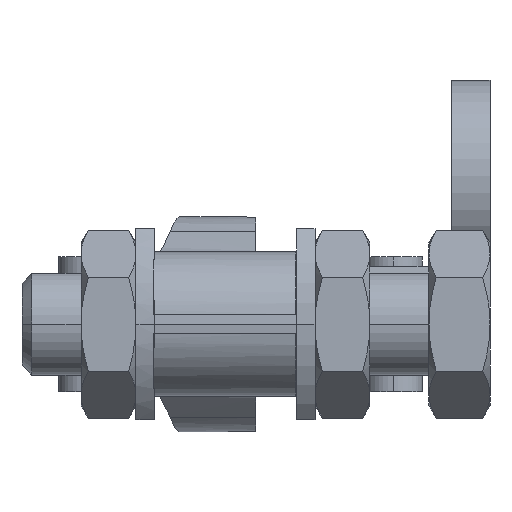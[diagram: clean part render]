
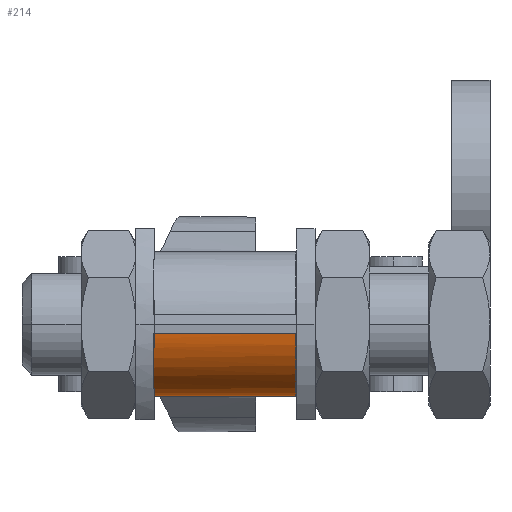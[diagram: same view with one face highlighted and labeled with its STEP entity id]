
A CAD part, left-side view. The second image highlights one B-rep face of the part: STEP entity #214.
In plain terms, the highlighted cylindrical face has radius 3.55 mm (diameter 7.1 mm), a partial arc.
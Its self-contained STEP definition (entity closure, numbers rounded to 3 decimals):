
#214 = ADVANCED_FACE( '', ( #598 ), #599, .T. );
#598 = FACE_OUTER_BOUND( '', #1081, .T. );
#599 = CYLINDRICAL_SURFACE( '', #1082, 3.55 );
#1081 = EDGE_LOOP( '', ( #2391, #2392, #2393, #2394, #2395, #2396, #2397, #2398 ) );
#1082 = AXIS2_PLACEMENT_3D( '', #2399, #2400, #2401 );
#2391 = ORIENTED_EDGE( '', *, *, #3653, .T. );
#2392 = ORIENTED_EDGE( '', *, *, #3639, .T. );
#2393 = ORIENTED_EDGE( '', *, *, #3665, .F. );
#2394 = ORIENTED_EDGE( '', *, *, #3270, .T. );
#2395 = ORIENTED_EDGE( '', *, *, #3666, .T. );
#2396 = ORIENTED_EDGE( '', *, *, #3667, .T. );
#2397 = ORIENTED_EDGE( '', *, *, #3668, .T. );
#2398 = ORIENTED_EDGE( '', *, *, #3669, .F. );
#2399 = CARTESIAN_POINT( '', ( 3.555, 16.52, 0.01 ) );
#2400 = DIRECTION( '', ( 0., 1., 0. ) );
#2401 = DIRECTION( '', ( 0., 0., -1. ) );
#3270 = EDGE_CURVE( '', #3941, #3939, #3942, .T. );
#3639 = EDGE_CURVE( '', #4556, #4554, #4557, .T. );
#3653 = EDGE_CURVE( '', #4581, #4556, #4583, .T. );
#3665 = EDGE_CURVE( '', #3941, #4554, #4602, .T. );
#3666 = EDGE_CURVE( '', #3939, #4603, #4604, .T. );
#3667 = EDGE_CURVE( '', #4603, #4605, #4606, .T. );
#3668 = EDGE_CURVE( '', #4605, #4607, #4608, .T. );
#3669 = EDGE_CURVE( '', #4581, #4607, #4609, .T. );
#3939 = VERTEX_POINT( '', #4996 );
#3941 = VERTEX_POINT( '', #4998 );
#3942 = LINE( '', #4999, #5000 );
#4554 = VERTEX_POINT( '', #6551 );
#4556 = VERTEX_POINT( '', #6554 );
#4557 = LINE( '', #6555, #6556 );
#4581 = VERTEX_POINT( '', #6591 );
#4583 = CIRCLE( '', #6594, 3.55 );
#4602 = CIRCLE( '', #6624, 3.55 );
#4603 = VERTEX_POINT( '', #6625 );
#4604 = CIRCLE( '', #6626, 3.55 );
#4605 = VERTEX_POINT( '', #6627 );
#4606 = LINE( '', #6628, #6629 );
#4607 = VERTEX_POINT( '', #6630 );
#4608 = CIRCLE( '', #6631, 3.55 );
#4609 = LINE( '', #6632, #6633 );
#4996 = CARTESIAN_POINT( '', ( 1.987, 16.5, -3.175 ) );
#4998 = CARTESIAN_POINT( '', ( 1.987, 16.52, -3.175 ) );
#4999 = CARTESIAN_POINT( '', ( 1.987, 16.95, -3.175 ) );
#5000 = VECTOR( '', #7122, 1. );
#6551 = CARTESIAN_POINT( '', ( 0.2, 16.52, -1.15 ) );
#6554 = CARTESIAN_POINT( '', ( 0.2, 16.5, -1.15 ) );
#6555 = CARTESIAN_POINT( '', ( 0.2, 16.51, -1.15 ) );
#6556 = VECTOR( '', #7632, 1. );
#6591 = CARTESIAN_POINT( '', ( 0.036, 16.5, -0.46 ) );
#6594 = AXIS2_PLACEMENT_3D( '', #7648, #7649, #7650 );
#6624 = AXIS2_PLACEMENT_3D( '', #7662, #7663, #7664 );
#6625 = CARTESIAN_POINT( '', ( 3.555, 16.5, -3.54 ) );
#6626 = AXIS2_PLACEMENT_3D( '', #7665, #7666, #7667 );
#6627 = CARTESIAN_POINT( '', ( 3.555, 9.54, -3.54 ) );
#6628 = CARTESIAN_POINT( '', ( 3.555, 16.52, -3.54 ) );
#6629 = VECTOR( '', #7668, 1. );
#6630 = CARTESIAN_POINT( '', ( 0.036, 9.54, -0.46 ) );
#6631 = AXIS2_PLACEMENT_3D( '', #7669, #7670, #7671 );
#6632 = CARTESIAN_POINT( '', ( 0.036, 16.52, -0.46 ) );
#6633 = VECTOR( '', #7672, 1. );
#7122 = DIRECTION( '', ( 0., -1., 0. ) );
#7632 = DIRECTION( '', ( 0., 1., 0. ) );
#7648 = CARTESIAN_POINT( '', ( 3.555, 16.5, 0.01 ) );
#7649 = DIRECTION( '', ( 0., -1., 0. ) );
#7650 = DIRECTION( '', ( 0., 0., -1. ) );
#7662 = CARTESIAN_POINT( '', ( 3.555, 16.52, 0.01 ) );
#7663 = DIRECTION( '', ( 0., 1., 0. ) );
#7664 = DIRECTION( '', ( 0., 0., -1. ) );
#7665 = CARTESIAN_POINT( '', ( 3.555, 16.5, 0.01 ) );
#7666 = DIRECTION( '', ( 0., -1., 0. ) );
#7667 = DIRECTION( '', ( 0., 0., -1. ) );
#7668 = DIRECTION( '', ( 0., -1., 0. ) );
#7669 = CARTESIAN_POINT( '', ( 3.555, 9.54, 0.01 ) );
#7670 = DIRECTION( '', ( 0., 1., 0. ) );
#7671 = DIRECTION( '', ( 0., 0., -1. ) );
#7672 = DIRECTION( '', ( 0., -1., 0. ) );
